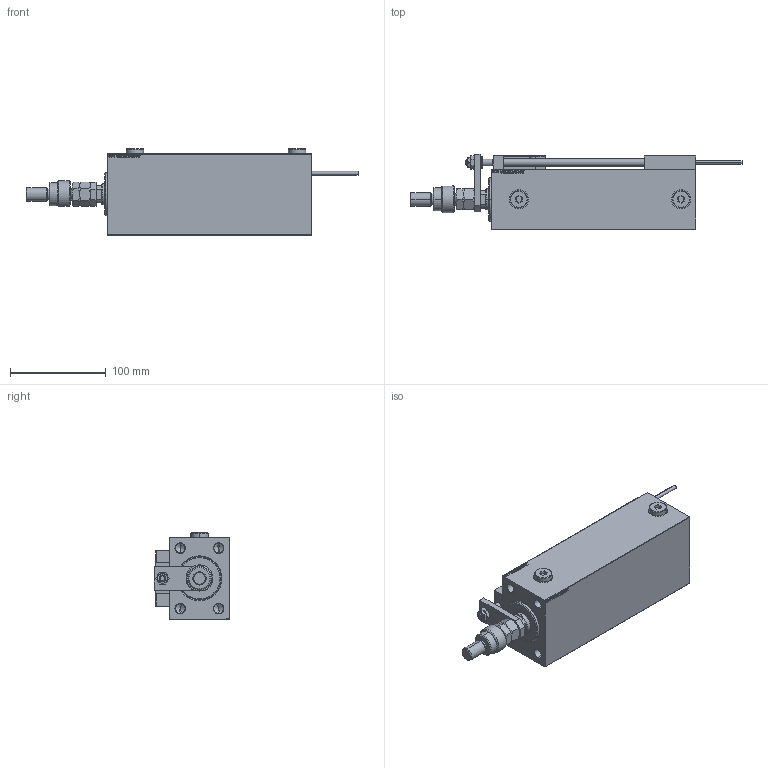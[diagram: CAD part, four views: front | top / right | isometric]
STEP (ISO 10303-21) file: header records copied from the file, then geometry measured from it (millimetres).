
FILE_DESCRIPTION (( 'STEP AP203' ), '1' );
FILE_NAME ('2275.STEP', '2024-02-13T02:22:17', ( '' ), ( '' ), 'SwSTEP 2.0', 'SolidWorks 2019', '' );
FILE_SCHEMA (( 'CONFIG_CONTROL_DESIGN' ));
Length unit declared in the file: millimetre
Products named in the file (20): SWITCH DIM B,W c1e9057d4daef7f0358e6ce5ef05684c; 2275; FEMALE_PART_FOR_DFA c1e9057d4daef7f0358e6ce5ef05684c; TYC_L79 c1e9057d4daef7f0358e6ce5ef05684c; MAGNET c1e9057d4daef7f0358e6ce5ef05684c; Zatka_OIL_PORT c1e9057d4daef7f0358e6ce5ef05684c; KONCOVKA c1e9057d4daef7f0358e6ce5ef05684c; X_Y_DFA c1e9057d4daef7f0358e6ce5ef05684c; SWITCH_X_FRONT_BACK c1e9057d4daef7f0358e6ce5ef05684c; ZARAZKA c1e9057d4daef7f0358e6ce5ef05684c; V450CM_B_VCP c1e9057d4daef7f0358e6ce5ef05684c; Block c1e9057d4daef7f0358e6ce5ef05684c; NUT_D10 c1e9057d4daef7f0358e6ce5ef05684c; V450CM_B_Body c1e9057d4daef7f0358e6ce5ef05684c; ALLEN BOLT D5 c1e9057d4daef7f0358e6ce5ef05684c; NUT_D12 c1e9057d4daef7f0358e6ce5ef05684c; V450CM_VC_B c1e9057d4daef7f0358e6ce5ef05684c; MFA c1e9057d4daef7f0358e6ce5ef05684c; ALLEN BOLT D8 c1e9057d4daef7f0358e6ce5ef05684c; SWITCH X c1e9057d4daef7f0358e6ce5ef05684c
Assembly tree (30 placements, depth 3):
  2275
    V450CM_B_Body c1e9057d4daef7f0358e6ce5ef05684c
    V450CM_B_VCP c1e9057d4daef7f0358e6ce5ef05684c
    SWITCH X c1e9057d4daef7f0358e6ce5ef05684c
      SWITCH_X_FRONT_BACK c1e9057d4daef7f0358e6ce5ef05684c  x2
      TYC_L79 c1e9057d4daef7f0358e6ce5ef05684c
      Block c1e9057d4daef7f0358e6ce5ef05684c  x2
      ALLEN BOLT D5 c1e9057d4daef7f0358e6ce5ef05684c  x4
      ALLEN BOLT D8 c1e9057d4daef7f0358e6ce5ef05684c  x4
      MAGNET c1e9057d4daef7f0358e6ce5ef05684c  x2
      KONCOVKA c1e9057d4daef7f0358e6ce5ef05684c  x2
    NUT_D10 c1e9057d4daef7f0358e6ce5ef05684c
    NUT_D12 c1e9057d4daef7f0358e6ce5ef05684c
    SWITCH DIM B,W c1e9057d4daef7f0358e6ce5ef05684c
    ZARAZKA c1e9057d4daef7f0358e6ce5ef05684c
    V450CM_VC_B c1e9057d4daef7f0358e6ce5ef05684c
    X_Y_DFA c1e9057d4daef7f0358e6ce5ef05684c
      FEMALE_PART_FOR_DFA c1e9057d4daef7f0358e6ce5ef05684c
      MFA c1e9057d4daef7f0358e6ce5ef05684c
    Zatka_OIL_PORT c1e9057d4daef7f0358e6ce5ef05684c  x2
Bounding box: 346 x 78.5 x 89.9 mm (x, y, z)
Volume: 1072362 mm3; surface area: 169855.1 mm2
Topology: 28 solids, 28 shells, 1457 faces, 3454 edges, 2174 vertices
Faces by surface type: plane 623, bspline 380, cylinder 213, cone 189, torus 48, sphere 4
Entity records: 55333 total; most frequent: CARTESIAN_POINT 27240, ORIENTED_EDGE 5816, DIRECTION 4155, EDGE_CURVE 2908, VERTEX_POINT 1874, VECTOR 1633, LINE 1633, EDGE_LOOP 1354
